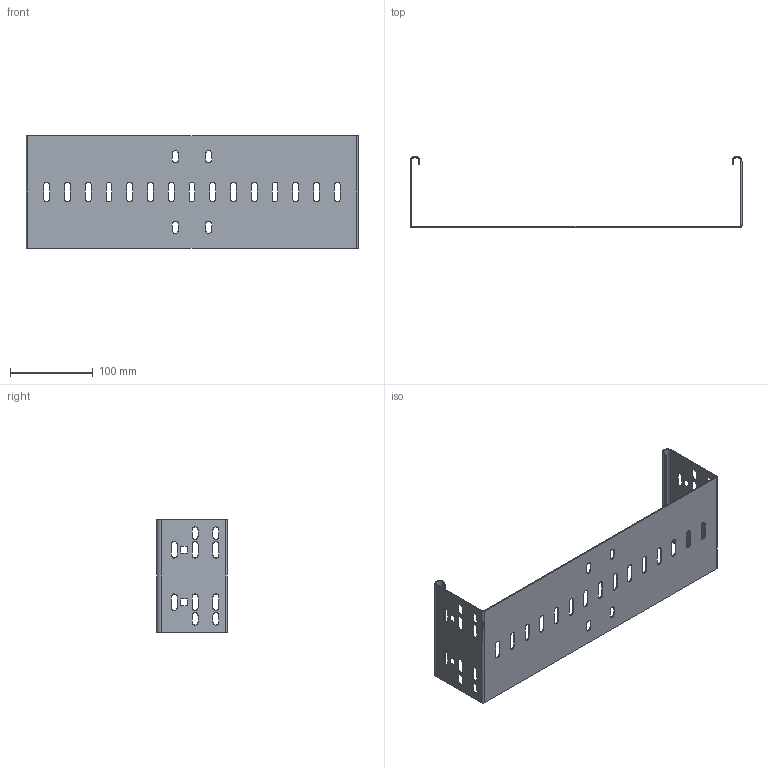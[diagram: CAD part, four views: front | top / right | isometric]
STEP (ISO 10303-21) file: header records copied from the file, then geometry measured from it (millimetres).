
FILE_DESCRIPTION(/* description */ (''),/* implementation_level */ '2;1');
FILE_NAME(/* name */ '6065818',/* time_stamp */ '2014-10-10T12:58:21+02:00',/* author */ (''),/* organization */ (''),/* preprocessor_version */ 'ST-DEVELOPER v15',/* originating_system */ '',/* authorisation */ '');
FILE_SCHEMA (('AUTOMOTIVE_DESIGN'));
Length unit declared in the file: millimetre
Products named in the file (1): Document
Bounding box: 400 x 85.49 x 135 mm (x, y, z)
Volume: 93896.6 mm3; surface area: 154259.1 mm2
Topology: 1 solids, 1 shells, 224 faces, 658 edges, 436 vertices
Faces by surface type: bspline 128, plane 96
Entity records: 7978 total; most frequent: CARTESIAN_POINT 4128, ORIENTED_EDGE 1316, EDGE_CURVE 658, VERTEX_POINT 436, EDGE_LOOP 310, B_SPLINE_CURVE_WITH_KNOTS 283, ADVANCED_FACE 224, FACE_OUTER_BOUND 224
